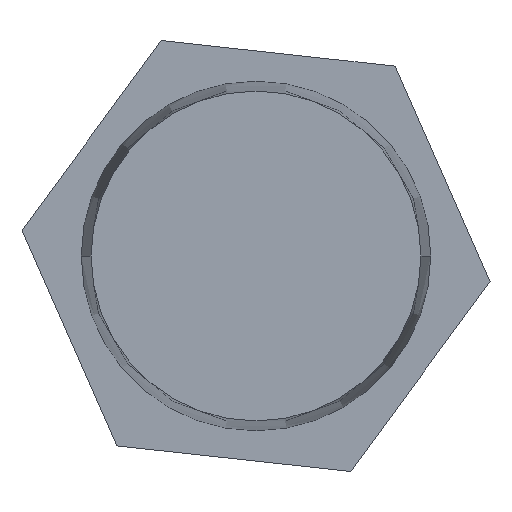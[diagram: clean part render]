
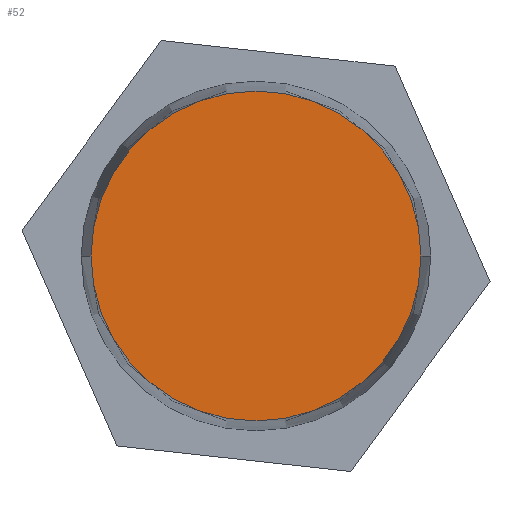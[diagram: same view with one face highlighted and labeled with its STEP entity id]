
A CAD part, front view. The second image highlights one B-rep face of the part: STEP entity #52.
In plain terms, the highlighted planar face has unit normal (0, -1, 0).
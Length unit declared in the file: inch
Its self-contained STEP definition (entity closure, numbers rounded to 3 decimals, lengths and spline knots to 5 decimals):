
#52 = ADVANCED_FACE ( 'NONE', ( #283 ), #435, .F. ) ;
#55 = EDGE_CURVE ( 'NONE', #216, #218, #618, .T. ) ;
#134 = EDGE_LOOP ( 'NONE', ( #214, #215 ) ) ;
#214 = ORIENTED_EDGE ( 'NONE', *, *, #608, .T. ) ;
#215 = ORIENTED_EDGE ( 'NONE', *, *, #55, .T. ) ;
#216 = VERTEX_POINT ( 'NONE', #459 ) ;
#218 = VERTEX_POINT ( 'NONE', #461 ) ;
#283 = FACE_OUTER_BOUND ( 'NONE', #134, .T. ) ;
#435 = PLANE ( 'NONE',  #620 ) ;
#436 = CARTESIAN_POINT ( 'NONE',  ( 0., -1.352, 0. ) ) ;
#437 = DIRECTION ( 'NONE',  ( 0., 1., 0. ) ) ;
#438 = DIRECTION ( 'NONE',  ( -1., 0., 0. ) ) ;
#443 = CARTESIAN_POINT ( 'NONE',  ( 0., -1.352, 0. ) ) ;
#444 = DIRECTION ( 'NONE',  ( 0., -1., 0. ) ) ;
#445 = DIRECTION ( 'NONE',  ( 1., 0., 0. ) ) ;
#459 = CARTESIAN_POINT ( 'NONE',  ( 0.30133, -1.352, 0. ) ) ;
#461 = CARTESIAN_POINT ( 'NONE',  ( -0.30133, -1.352, 0. ) ) ;
#524 = CARTESIAN_POINT ( 'NONE',  ( 0., -1.352, 0. ) ) ;
#525 = DIRECTION ( 'NONE',  ( 0., -1., 0. ) ) ;
#526 = DIRECTION ( 'NONE',  ( 1., 0., 0. ) ) ;
#550 = AXIS2_PLACEMENT_3D ( 'NONE', #443, #444, #445 ) ;
#574 = CIRCLE ( 'NONE', #582, 0.30133 ) ;
#582 = AXIS2_PLACEMENT_3D ( 'NONE', #524, #525, #526 ) ;
#608 = EDGE_CURVE ( 'NONE', #218, #216, #574, .T. ) ;
#618 = CIRCLE ( 'NONE', #550, 0.30133 ) ;
#620 = AXIS2_PLACEMENT_3D ( 'NONE', #436, #437, #438 ) ;
